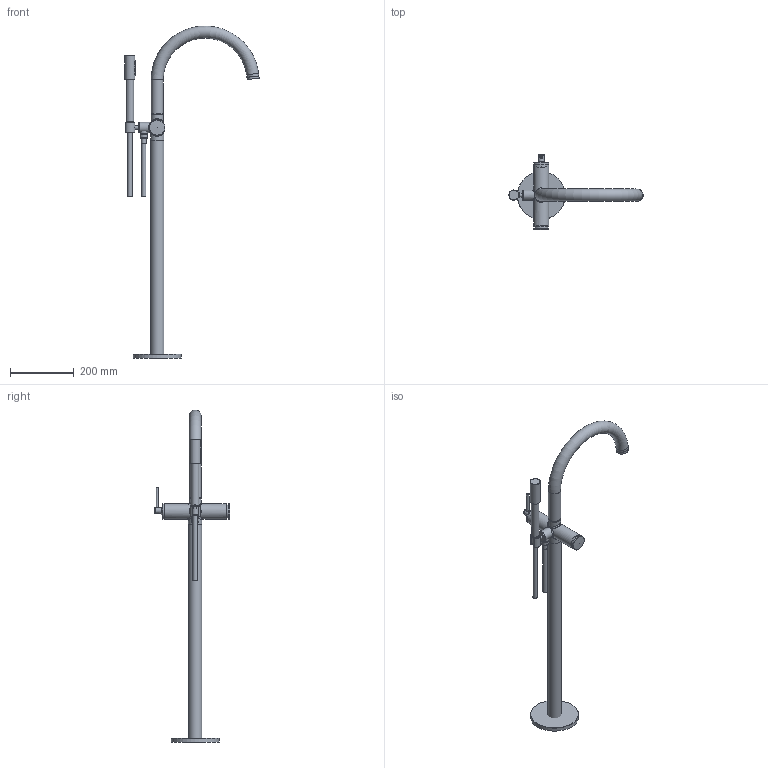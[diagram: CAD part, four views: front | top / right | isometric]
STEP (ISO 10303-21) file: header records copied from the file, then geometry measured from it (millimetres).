
FILE_DESCRIPTION(/* description */ ('Unknown'),/* implementation_level */ '2;1');
FILE_NAME(/* name */ '32653003',/* time_stamp */ '2022-09-07T18:11:25+02:00',/* author */ ('Unknown'),/* organization */ ('GROHE AG'),/* preprocessor_version */ 'ST-DEVELOPER v16.7',/* originating_system */ 'DEX',/* authorisation */ $);
FILE_SCHEMA (('AUTOMOTIVE_DESIGN {1 0 10303 214 3 1 1}'));
Length unit declared in the file: millimetre
Products named in the file (8): 32653003; 32653003_0; 32653003_1; id123; 1; DOCUMENT; hebelkappe_35_Wanne
Assembly tree (7 placements, depth 2):
  32653003
    32653003
    32653003_0
    32653003_1
    id123
    1
    DOCUMENT
    hebelkappe_35_Wanne
Bounding box: 421.33 x 236.98 x 1039.97 mm (x, y, z)
Volume: 374629.4 mm3; surface area: 307257 mm2
Topology: 3 solids, 65 shells, 274 faces, 554 edges, 350 vertices
Faces by surface type: cylinder 130, bspline 68, torus 34, plane 33, cone 6, sphere 3
Full cylindrical faces by diameter (mm): 2.5 x45, 8 x1, 12 x1, 14 x2, 15 x2, 18 x2, 18.4 x1, 18.5 x1, 19.9 x1, 22.6 x1, 23 x2, 24 x1, 31.95 x2, 32 x1, 36.5 x1, 38 x4, 42 x3, 48 x3, 150 x1
Entity records: 16759 total; most frequent: CARTESIAN_POINT 11835, DIRECTION 724, ORIENTED_EDGE 639, EDGE_LOOP 440, FACE_BOUND 440, EDGE_CURVE 374, AXIS2_PLACEMENT_3D 350, VERTEX_POINT 323
